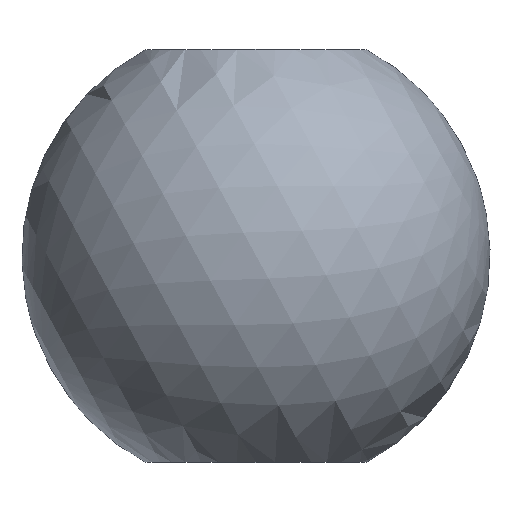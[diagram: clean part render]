
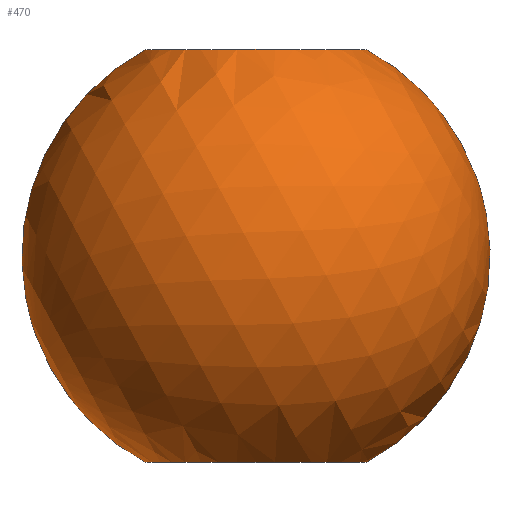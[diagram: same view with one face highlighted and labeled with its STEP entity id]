
A CAD part, top view. The second image highlights one B-rep face of the part: STEP entity #470.
In plain terms, the highlighted spherical face has radius 6.35 mm.
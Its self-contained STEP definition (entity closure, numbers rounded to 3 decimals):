
#10=CARTESIAN_POINT('',(-111.5,-123.8,-120.));
#20=DIRECTION('',(-0.878,-0.479,
0.));
#30=DIRECTION('',(-0.479,0.878,
0.));
#40=AXIS2_PLACEMENT_3D('',#10,#20,#30);
#50=SPHERICAL_SURFACE('',#40,6.35);
#60=CARTESIAN_POINT('',(-111.5,-123.8,-120.));
#70=DIRECTION('',(0.,0.,-1.));
#80=DIRECTION('',(0.,-1.,0.));
#90=AXIS2_PLACEMENT_3D('',#60,#70,#80);
#100=CIRCLE('',#90,6.35);
#110=CARTESIAN_POINT('',(-105.927,-120.756,-120.));
#120=VERTEX_POINT('',#110);
#130=CARTESIAN_POINT('',(-108.5,-129.397,-120.));
#140=VERTEX_POINT('',#130);
#150=EDGE_CURVE('',#120,#140,#100,.T.);
#160=ORIENTED_EDGE('',*,*,#150,.F.);
#170=CARTESIAN_POINT('',(-111.5,-129.397,-120.));
#180=DIRECTION('',(-0.,1.,0.));
#190=DIRECTION('',(1.,0.,0.));
#200=AXIS2_PLACEMENT_3D('',#170,#180,#190);
#210=CIRCLE('',#200,3.);
#220=CARTESIAN_POINT('',(-114.5,-129.397,-120.));
#230=VERTEX_POINT('',#220);
#240=EDGE_CURVE('',#230,#140,#210,.T.);
#250=ORIENTED_EDGE('',*,*,#240,.T.);
#260=CARTESIAN_POINT('',(-117.073,-126.844,-120.));
#270=VERTEX_POINT('',#260);
#280=EDGE_CURVE('',#230,#270,#100,.T.);
#290=ORIENTED_EDGE('',*,*,#280,.F.);
#300=CARTESIAN_POINT('',(-114.5,-118.203,-120.));
#310=VERTEX_POINT('',#300);
#320=EDGE_CURVE('',#270,#310,#100,.T.);
#330=ORIENTED_EDGE('',*,*,#320,.F.);
#340=CARTESIAN_POINT('',(-111.5,-118.203,-120.));
#350=DIRECTION('',(-0.,-1.,-0.));
#360=DIRECTION('',(-1.,0.,0.));
#370=AXIS2_PLACEMENT_3D('',#340,#350,#360);
#380=CIRCLE('',#370,3.);
#390=CARTESIAN_POINT('',(-108.5,-118.203,-120.));
#400=VERTEX_POINT('',#390);
#410=EDGE_CURVE('',#400,#310,#380,.T.);
#420=ORIENTED_EDGE('',*,*,#410,.T.);
#430=EDGE_CURVE('',#400,#120,#100,.T.);
#440=ORIENTED_EDGE('',*,*,#430,.F.);
#450=EDGE_LOOP('',(#440,#420,#330,#290,#250,#160));
#460=FACE_OUTER_BOUND('',#450,.T.);
#470=ADVANCED_FACE('',(#460),#50,.T.);
